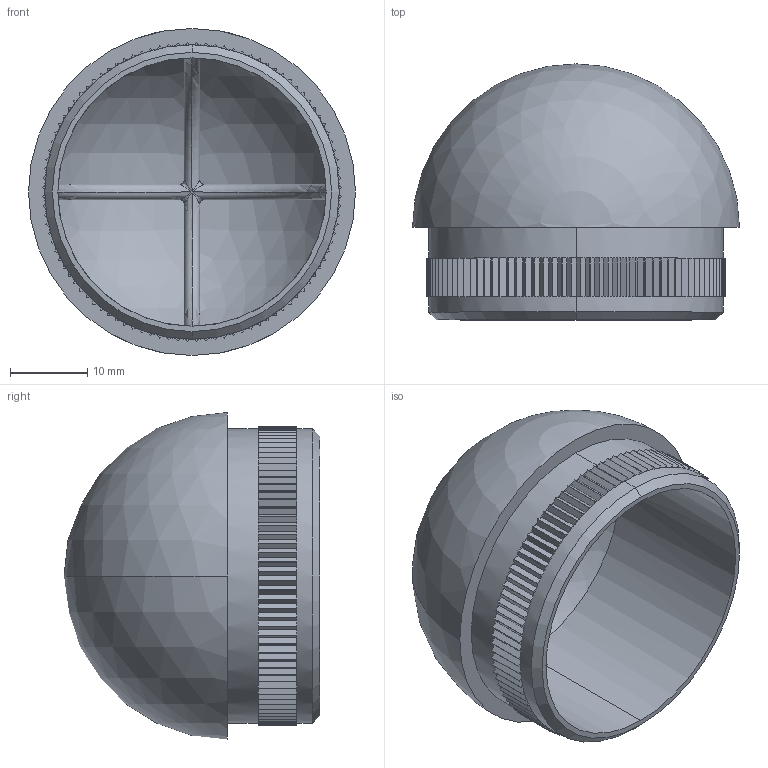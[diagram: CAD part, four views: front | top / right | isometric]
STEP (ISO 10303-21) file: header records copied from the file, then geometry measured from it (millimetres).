
FILE_DESCRIPTION (( 'STEP AP203' ), '1' );
FILE_NAME ('0100000000001757_32_A_5730-242.STEP', '2022-11-04T10:07:07', ( '' ), ( '' ), 'SwSTEP 2.0', 'SolidWorks 2019', '' );
FILE_SCHEMA (( 'CONFIG_CONTROL_DESIGN' ));
Length unit declared in the file: millimetre
Products named in the file (1): 0100000000001757_32_A_5730-242
Bounding box: 42.4 x 33.2 x 42.4 mm (x, y, z)
Volume: 8097.8 mm3; surface area: 8721.3 mm2
Topology: 1 solids, 1 shells, 740 faces, 1796 edges, 1054 vertices
Faces by surface type: plane 610, cylinder 110, torus 8, sphere 6, bspline 4, cone 2
Entity records: 21609 total; most frequent: CARTESIAN_POINT 3973, DIRECTION 3886, ORIENTED_EDGE 3576, EDGE_CURVE 1788, AXIS2_PLACEMENT_3D 1381, VECTOR 1124, LINE 1124, VERTEX_POINT 1052
